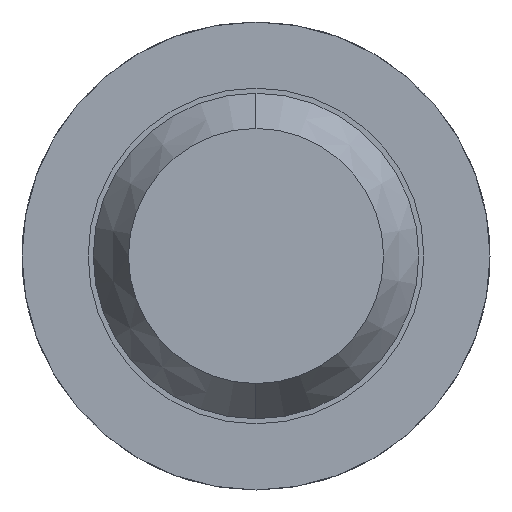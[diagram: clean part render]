
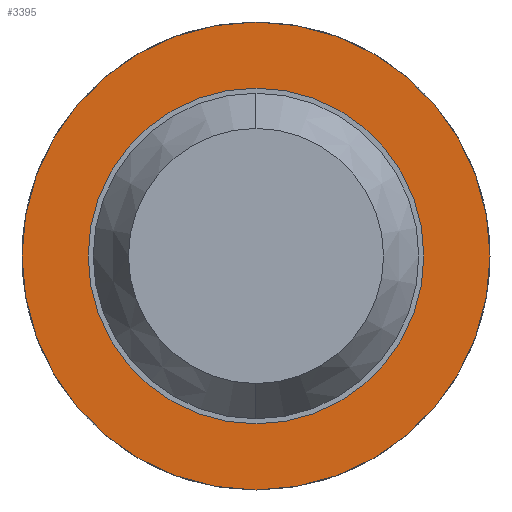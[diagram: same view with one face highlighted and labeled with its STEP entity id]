
A CAD part, front view. The second image highlights one B-rep face of the part: STEP entity #3395.
In plain terms, the highlighted planar face has unit normal (0, -1, 0).
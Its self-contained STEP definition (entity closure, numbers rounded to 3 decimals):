
#106 = ORIENTED_EDGE ( 'NONE', *, *, #3214, .F. ) ;
#353 = DIRECTION ( 'NONE',  ( 0., 1., 0. ) ) ;
#630 = DIRECTION ( 'NONE',  ( 0., 1., 0. ) ) ;
#802 = CIRCLE ( 'NONE', #4294, 1.15 ) ;
#805 = DIRECTION ( 'NONE',  ( 0., 1., 0. ) ) ;
#813 = VERTEX_POINT ( 'NONE', #3166 ) ;
#839 = ORIENTED_EDGE ( 'NONE', *, *, #2244, .T. ) ;
#841 = PLANE ( 'NONE',  #1804 ) ;
#1104 = DIRECTION ( 'NONE',  ( 0., 0., 1. ) ) ;
#1128 = VERTEX_POINT ( 'NONE', #4763 ) ;
#1283 = CIRCLE ( 'NONE', #3579, 0.825 ) ;
#1490 = CARTESIAN_POINT ( 'NONE',  ( 0., -1.7, 0. ) ) ;
#1508 = AXIS2_PLACEMENT_3D ( 'NONE', #4175, #4548, #1566 ) ;
#1566 = DIRECTION ( 'NONE',  ( 0., 0., 1. ) ) ;
#1804 = AXIS2_PLACEMENT_3D ( 'NONE', #3073, #805, #2299 ) ;
#2018 = DIRECTION ( 'NONE',  ( 0., 1., 0. ) ) ;
#2170 = CIRCLE ( 'NONE', #1508, 0.825 ) ;
#2190 = CARTESIAN_POINT ( 'NONE',  ( 0., -1.7, 0. ) ) ;
#2244 = EDGE_CURVE ( 'Defeature ausgef�hrt1_14+Defeature ausgef�hrt1_13+Defeature ausgef�hrt1_13+Defeature ausgef�hrt1_13', #813, #3048, #2170, .T. ) ;
#2299 = DIRECTION ( 'NONE',  ( 0., 0., 1. ) ) ;
#2326 = CIRCLE ( 'NONE', #3420, 1.15 ) ;
#2564 = EDGE_LOOP ( 'NONE', ( #839, #2600 ) ) ;
#2589 = ORIENTED_EDGE ( 'NONE', *, *, #4550, .F. ) ;
#2600 = ORIENTED_EDGE ( 'NONE', *, *, #3934, .T. ) ;
#2720 = CARTESIAN_POINT ( 'NONE',  ( 0., -1.7, 1.15 ) ) ;
#2751 = CARTESIAN_POINT ( 'NONE',  ( 0., -1.7, 0. ) ) ;
#2874 = CARTESIAN_POINT ( 'NONE',  ( 0., -1.7, -0.825 ) ) ;
#3040 = FACE_BOUND ( 'NONE', #2564, .T. ) ;
#3048 = VERTEX_POINT ( 'NONE', #2874 ) ;
#3073 = CARTESIAN_POINT ( 'NONE',  ( 0.825, -1.7, 0. ) ) ;
#3166 = CARTESIAN_POINT ( 'NONE',  ( 0., -1.7, 0.825 ) ) ;
#3214 = EDGE_CURVE ( 'Defeature ausgef�hrt1_7+Defeature ausgef�hrt1_14+Defeature ausgef�hrt1_14+Defeature ausgef�hrt1_14', #1128, #4659, #2326, .T. ) ;
#3277 = DIRECTION ( 'NONE',  ( 0., 0., 1. ) ) ;
#3395 = ADVANCED_FACE ( 'Defeature ausgef�hrt1_14', ( #4451, #3040 ), #841, .F. ) ;
#3420 = AXIS2_PLACEMENT_3D ( 'NONE', #1490, #353, #1104 ) ;
#3579 = AXIS2_PLACEMENT_3D ( 'NONE', #2190, #630, #3277 ) ;
#3934 = EDGE_CURVE ( 'Defeature ausgef�hrt1_14+Defeature ausgef�hrt1_13+Defeature ausgef�hrt1_13+Defeature ausgef�hrt1_13', #3048, #813, #1283, .T. ) ;
#4086 = EDGE_LOOP ( 'NONE', ( #2589, #106 ) ) ;
#4175 = CARTESIAN_POINT ( 'NONE',  ( 0., -1.7, 0. ) ) ;
#4294 = AXIS2_PLACEMENT_3D ( 'NONE', #2751, #2018, #4594 ) ;
#4451 = FACE_OUTER_BOUND ( 'NONE', #4086, .T. ) ;
#4548 = DIRECTION ( 'NONE',  ( 0., 1., 0. ) ) ;
#4550 = EDGE_CURVE ( 'Defeature ausgef�hrt1_7+Defeature ausgef�hrt1_14+Defeature ausgef�hrt1_14+Defeature ausgef�hrt1_14', #4659, #1128, #802, .T. ) ;
#4594 = DIRECTION ( 'NONE',  ( 0., 0., 1. ) ) ;
#4659 = VERTEX_POINT ( 'NONE', #2720 ) ;
#4763 = CARTESIAN_POINT ( 'NONE',  ( 0., -1.7, -1.15 ) ) ;
